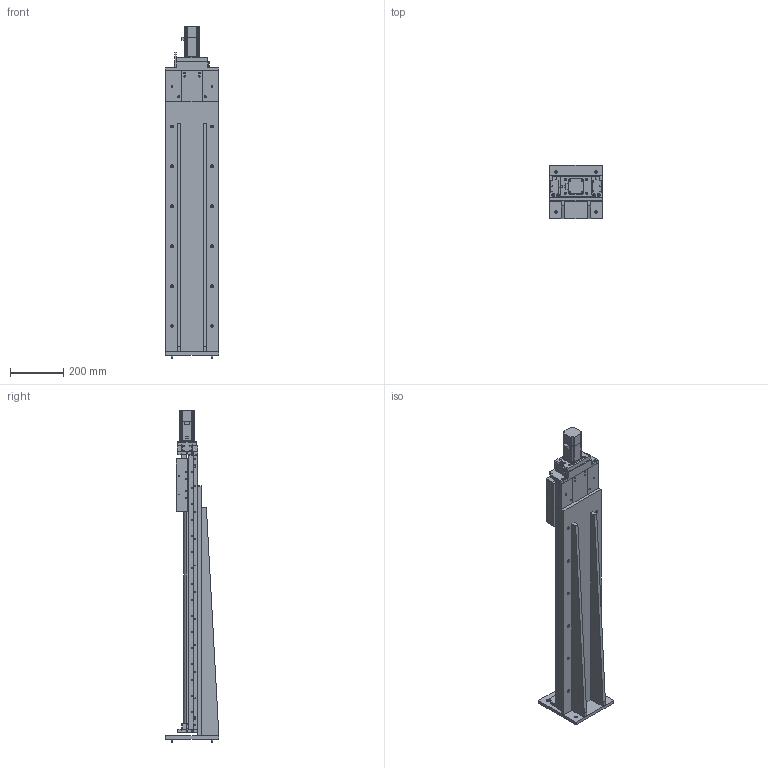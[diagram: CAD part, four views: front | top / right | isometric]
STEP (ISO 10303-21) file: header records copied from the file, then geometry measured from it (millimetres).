
FILE_DESCRIPTION (( 'STEP AP203' ), '1' );
FILE_NAME ('PA800-Z(AP203).STEP', '2021-05-28T02:26:37', ( '' ), ( '' ), 'SwSTEP 2.0', 'SolidWorks 2017', '' );
FILE_SCHEMA (( 'CONFIG_CONTROL_DESIGN' ));
Length unit declared in the file: millimetre
Products named in the file (1): PA800-Z(AP203)
Bounding box: 200 x 200 x 1248.3 mm (x, y, z)
Surface area: 1646071.3 mm2 (no closed solid volume)
Topology: 0 solids, 194 shells, 1543 faces, 5817 edges, 4373 vertices
Faces by surface type: plane 687, cylinder 668, torus 132, cone 36, sphere 20
Entity records: 64289 total; most frequent: CARTESIAN_POINT 13472, DIRECTION 11346, ORIENTED_EDGE 8501, EDGE_CURVE 5791, VERTEX_POINT 4373, AXIS2_PLACEMENT_3D 4083, LINE 3180, VECTOR 3180
